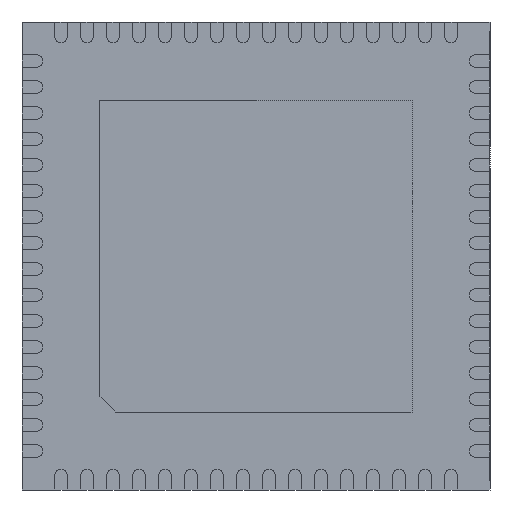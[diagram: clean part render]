
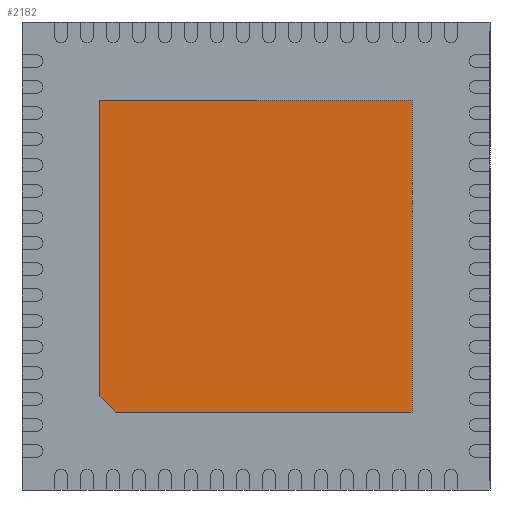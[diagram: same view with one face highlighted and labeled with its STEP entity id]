
A CAD part, front view. The second image highlights one B-rep face of the part: STEP entity #2182.
In plain terms, the highlighted planar face has unit normal (0, -1, 0).
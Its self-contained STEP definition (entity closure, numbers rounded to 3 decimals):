
#276 = VERTEX_POINT ( 'NONE', #11335 ) ;
#694 = VECTOR ( 'NONE', #2325, 1000. ) ;
#1032 = VERTEX_POINT ( 'NONE', #13918 ) ;
#1085 = VECTOR ( 'NONE', #8071, 1000. ) ;
#1205 = LINE ( 'NONE', #13785, #694 ) ;
#1724 = VECTOR ( 'NONE', #18210, 1000. ) ;
#2182 = ADVANCED_FACE ( 'NONE', ( #3099 ), #12970, .T. ) ;
#2325 = DIRECTION ( 'NONE',  ( 0.707, 0., -0.707 ) ) ;
#3099 = FACE_OUTER_BOUND ( 'NONE', #11554, .T. ) ;
#3254 = CARTESIAN_POINT ( 'NONE',  ( 3., 0., -3. ) ) ;
#3324 = DIRECTION ( 'NONE',  ( 0., 0., -1. ) ) ;
#3362 = EDGE_CURVE ( 'NONE', #1032, #5748, #13247, .T. ) ;
#4851 = CARTESIAN_POINT ( 'NONE',  ( -3., 0., 3. ) ) ;
#5096 = CARTESIAN_POINT ( 'NONE',  ( 3., 0., -3. ) ) ;
#5748 = VERTEX_POINT ( 'NONE', #3254 ) ;
#5783 = EDGE_CURVE ( 'NONE', #18779, #9714, #19728, .T. ) ;
#6939 = AXIS2_PLACEMENT_3D ( 'NONE', #13038, #14593, #16372 ) ;
#7894 = VECTOR ( 'NONE', #20041, 1000. ) ;
#8071 = DIRECTION ( 'NONE',  ( -1., 0., 0. ) ) ;
#8237 = EDGE_CURVE ( 'NONE', #5748, #276, #17562, .T. ) ;
#9407 = EDGE_CURVE ( 'NONE', #9714, #1032, #1205, .T. ) ;
#9714 = VERTEX_POINT ( 'NONE', #15637 ) ;
#10121 = ORIENTED_EDGE ( 'NONE', *, *, #3362, .T. ) ;
#11085 = VECTOR ( 'NONE', #3324, 1000. ) ;
#11335 = CARTESIAN_POINT ( 'NONE',  ( 3., 0., 3. ) ) ;
#11554 = EDGE_LOOP ( 'NONE', ( #15304, #20760, #10121, #18101, #17236 ) ) ;
#11565 = CARTESIAN_POINT ( 'NONE',  ( -3., 0., -3. ) ) ;
#12970 = PLANE ( 'NONE',  #6939 ) ;
#13038 = CARTESIAN_POINT ( 'NONE',  ( 0., 0., 0. ) ) ;
#13247 = LINE ( 'NONE', #15328, #7894 ) ;
#13298 = LINE ( 'NONE', #17856, #1085 ) ;
#13785 = CARTESIAN_POINT ( 'NONE',  ( -2.85, 0., -2.85 ) ) ;
#13918 = CARTESIAN_POINT ( 'NONE',  ( -2.7, 0., -3. ) ) ;
#14593 = DIRECTION ( 'NONE',  ( 0., -1., 0. ) ) ;
#14676 = EDGE_CURVE ( 'NONE', #276, #18779, #13298, .T. ) ;
#15304 = ORIENTED_EDGE ( 'NONE', *, *, #5783, .T. ) ;
#15328 = CARTESIAN_POINT ( 'NONE',  ( 3., 0., -3. ) ) ;
#15637 = CARTESIAN_POINT ( 'NONE',  ( -3., 0., -2.7 ) ) ;
#16372 = DIRECTION ( 'NONE',  ( 0., 0., -1. ) ) ;
#17236 = ORIENTED_EDGE ( 'NONE', *, *, #14676, .T. ) ;
#17562 = LINE ( 'NONE', #5096, #1724 ) ;
#17856 = CARTESIAN_POINT ( 'NONE',  ( 3., 0., 3. ) ) ;
#18101 = ORIENTED_EDGE ( 'NONE', *, *, #8237, .T. ) ;
#18210 = DIRECTION ( 'NONE',  ( 0., 0., 1. ) ) ;
#18779 = VERTEX_POINT ( 'NONE', #4851 ) ;
#19728 = LINE ( 'NONE', #11565, #11085 ) ;
#20041 = DIRECTION ( 'NONE',  ( 1., 0., 0. ) ) ;
#20760 = ORIENTED_EDGE ( 'NONE', *, *, #9407, .T. ) ;
